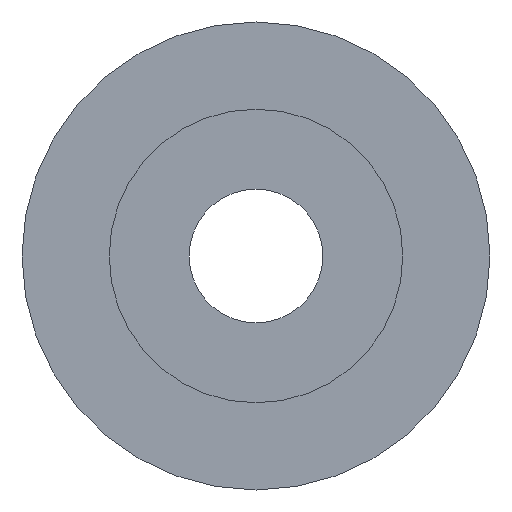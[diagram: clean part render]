
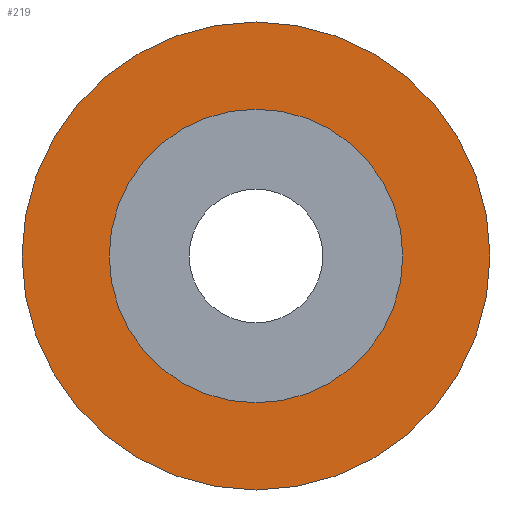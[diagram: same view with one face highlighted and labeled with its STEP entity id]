
A CAD part, left-side view. The second image highlights one B-rep face of the part: STEP entity #219.
In plain terms, the highlighted planar face has unit normal (-1, 0, 0).
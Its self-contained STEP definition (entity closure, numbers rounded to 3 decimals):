
#53=FACE_BOUND('',#82,.T.);
#63=FACE_OUTER_BOUND('',#81,.T.);
#81=EDGE_LOOP('',(#179));
#82=EDGE_LOOP('',(#180));
#99=CIRCLE('',#263,40.25);
#100=CIRCLE('',#265,24.);
#115=VERTEX_POINT('',#387);
#116=VERTEX_POINT('',#391);
#136=EDGE_CURVE('',#115,#115,#99,.T.);
#138=EDGE_CURVE('',#116,#116,#100,.T.);
#179=ORIENTED_EDGE('',*,*,#136,.T.);
#180=ORIENTED_EDGE('',*,*,#138,.F.);
#209=PLANE('',#264);
#219=ADVANCED_FACE('',(#63,#53),#209,.T.);
#263=AXIS2_PLACEMENT_3D('',#388,#318,#319);
#264=AXIS2_PLACEMENT_3D('',#390,#321,#322);
#265=AXIS2_PLACEMENT_3D('',#392,#323,#324);
#318=DIRECTION('center_axis',(-1.,0.,0.));
#319=DIRECTION('ref_axis',(0.,0.,1.));
#321=DIRECTION('center_axis',(-1.,0.,0.));
#322=DIRECTION('ref_axis',(0.,0.,1.));
#323=DIRECTION('center_axis',(-1.,0.,0.));
#324=DIRECTION('ref_axis',(0.,0.,1.));
#387=CARTESIAN_POINT('',(-72.25,0.,-40.25));
#388=CARTESIAN_POINT('Origin',(-72.25,0.,0.));
#390=CARTESIAN_POINT('Origin',(-72.25,0.,32.125));
#391=CARTESIAN_POINT('',(-72.25,0.,-24.));
#392=CARTESIAN_POINT('Origin',(-72.25,0.,0.));
